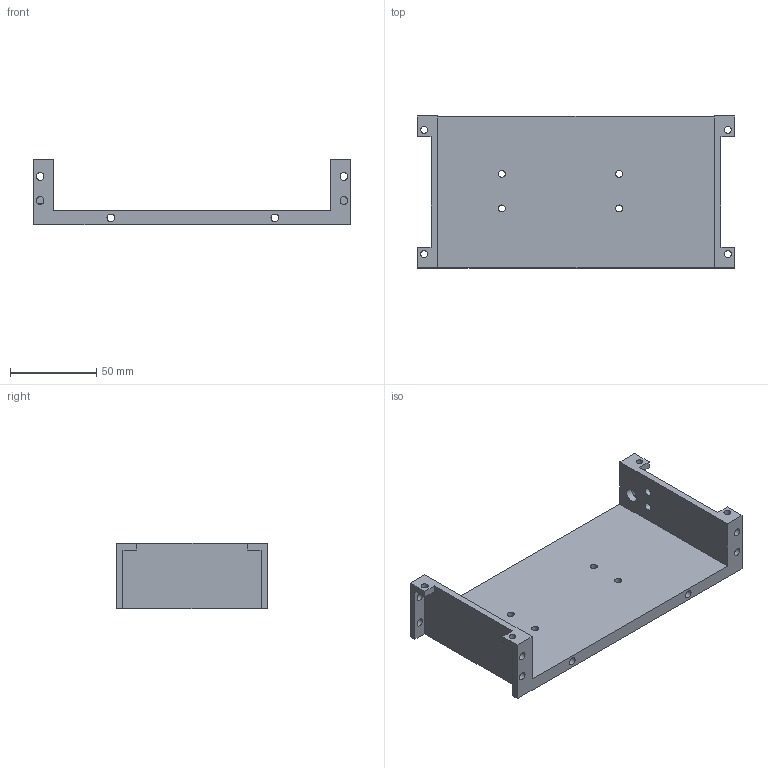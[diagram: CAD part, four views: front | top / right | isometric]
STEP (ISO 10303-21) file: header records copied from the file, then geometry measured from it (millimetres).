
FILE_DESCRIPTION(/* description */ (''),/* implementation_level */ '2;1');
FILE_NAME(/* name */ '02A - New Center Chassis.step',/* time_stamp */ '2023-05-08T21:06:06+01:00',/* author */ (''),/* organization */ (''),/* preprocessor_version */ 'ST-DEVELOPER v19.2',/* originating_system */ 'Autodesk Translation Framework v12.4.0.73',/* authorisation */ '');
FILE_SCHEMA (('AUTOMOTIVE_DESIGN { 1 0 10303 214 3 1 1 }'));
Length unit declared in the file: millimetre
Products named in the file (1): New Center Chassis
Bounding box: 184 x 88 x 38 mm (x, y, z)
Volume: 141054.7 mm3; surface area: 50965.3 mm2
Topology: 1 solids, 1 shells, 47 faces, 138 edges, 93 vertices
Faces by surface type: plane 26, cylinder 21
Full cylindrical faces by diameter (mm): 4 x9, 4.5 x11, 8 x1
Entity records: 1781 total; most frequent: CARTESIAN_POINT 361, ORIENTED_EDGE 276, DIRECTION 274, EDGE_CURVE 138, LINE 94, VECTOR 94, EDGE_LOOP 93, VERTEX_POINT 93
